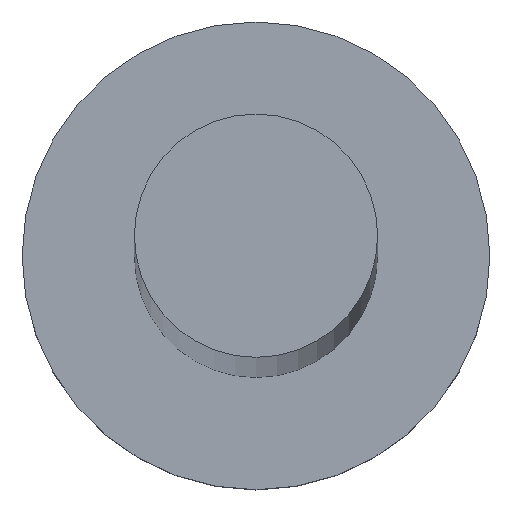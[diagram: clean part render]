
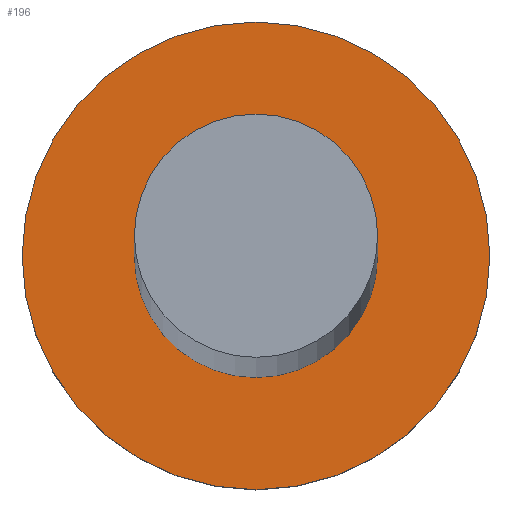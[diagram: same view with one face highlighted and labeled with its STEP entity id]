
A CAD part, top view. The second image highlights one B-rep face of the part: STEP entity #196.
In plain terms, the highlighted planar face has unit normal (0, 0, 1).
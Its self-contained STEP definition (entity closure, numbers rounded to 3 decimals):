
#6 = VERTEX_POINT ( 'NONE', #209 ) ;
#9 = CIRCLE ( 'NONE', #156, 5. ) ;
#28 = VERTEX_POINT ( 'NONE', #117 ) ;
#30 = VERTEX_POINT ( 'NONE', #159 ) ;
#35 = CARTESIAN_POINT ( 'NONE',  ( 0., 0., 3. ) ) ;
#45 = AXIS2_PLACEMENT_3D ( 'NONE', #241, #183, #122 ) ;
#47 = DIRECTION ( 'NONE',  ( 0., 0., 1. ) ) ;
#52 = EDGE_LOOP ( 'NONE', ( #144, #189 ) ) ;
#56 = CIRCLE ( 'NONE', #195, 5. ) ;
#60 = DIRECTION ( 'NONE',  ( 1., 0., 0. ) ) ;
#66 = EDGE_CURVE ( 'NONE', #30, #28, #56, .T. ) ;
#82 = AXIS2_PLACEMENT_3D ( 'NONE', #190, #93, #133 ) ;
#86 = ORIENTED_EDGE ( 'NONE', *, *, #66, .T. ) ;
#87 = CARTESIAN_POINT ( 'NONE',  ( 2.6, 0., 3. ) ) ;
#91 = VERTEX_POINT ( 'NONE', #87 ) ;
#93 = DIRECTION ( 'NONE',  ( 0., 0., 1. ) ) ;
#101 = CARTESIAN_POINT ( 'NONE',  ( 0., 0., 3. ) ) ;
#104 = EDGE_CURVE ( 'NONE', #28, #30, #9, .T. ) ;
#107 = EDGE_CURVE ( 'NONE', #6, #91, #167, .T. ) ;
#117 = CARTESIAN_POINT ( 'NONE',  ( 5., 0., 3. ) ) ;
#122 = DIRECTION ( 'NONE',  ( 1., 0., 0. ) ) ;
#123 = DIRECTION ( 'NONE',  ( 0., 0., 1. ) ) ;
#132 = PLANE ( 'NONE',  #182 ) ;
#133 = DIRECTION ( 'NONE',  ( 1., 0., 0. ) ) ;
#144 = ORIENTED_EDGE ( 'NONE', *, *, #107, .F. ) ;
#146 = EDGE_LOOP ( 'NONE', ( #86, #231 ) ) ;
#147 = FACE_OUTER_BOUND ( 'NONE', #146, .T. ) ;
#148 = CARTESIAN_POINT ( 'NONE',  ( 0., 0., 3. ) ) ;
#155 = DIRECTION ( 'NONE',  ( 0., 0., 1. ) ) ;
#156 = AXIS2_PLACEMENT_3D ( 'NONE', #101, #123, #255 ) ;
#159 = CARTESIAN_POINT ( 'NONE',  ( -5., 0., 3. ) ) ;
#167 = CIRCLE ( 'NONE', #45, 2.6 ) ;
#182 = AXIS2_PLACEMENT_3D ( 'NONE', #148, #47, #233 ) ;
#183 = DIRECTION ( 'NONE',  ( 0., 0., 1. ) ) ;
#184 = EDGE_CURVE ( 'NONE', #91, #6, #253, .T. ) ;
#189 = ORIENTED_EDGE ( 'NONE', *, *, #184, .F. ) ;
#190 = CARTESIAN_POINT ( 'NONE',  ( 0., 0., 3. ) ) ;
#195 = AXIS2_PLACEMENT_3D ( 'NONE', #35, #155, #60 ) ;
#196 = ADVANCED_FACE ( 'NONE', ( #213, #147 ), #132, .T. ) ;
#209 = CARTESIAN_POINT ( 'NONE',  ( -2.6, 0., 3. ) ) ;
#213 = FACE_BOUND ( 'NONE', #52, .T. ) ;
#231 = ORIENTED_EDGE ( 'NONE', *, *, #104, .T. ) ;
#233 = DIRECTION ( 'NONE',  ( 1., 0., 0. ) ) ;
#241 = CARTESIAN_POINT ( 'NONE',  ( 0., 0., 3. ) ) ;
#253 = CIRCLE ( 'NONE', #82, 2.6 ) ;
#255 = DIRECTION ( 'NONE',  ( 1., 0., 0. ) ) ;
